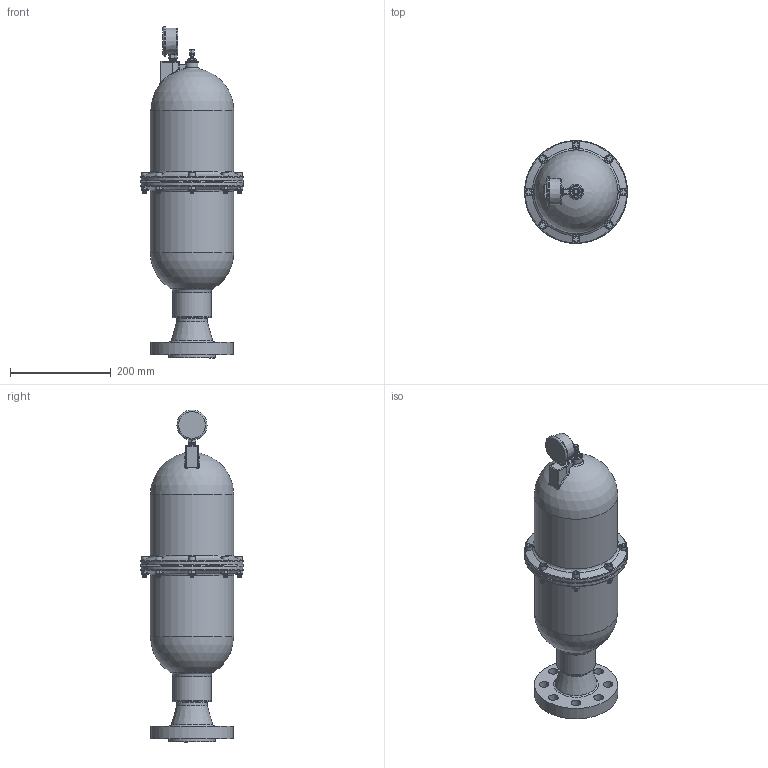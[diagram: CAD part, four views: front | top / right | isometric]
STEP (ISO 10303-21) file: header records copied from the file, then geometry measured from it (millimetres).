
FILE_DESCRIPTION((''),'2;1');
FILE_NAME('APHIII-ALLOY-WN_R0.ipt.stp','2017-07-10T09:52:54',(''),(''),'Autodesk Inventor 2009','Autodesk Inventor 2009','');
FILE_SCHEMA(('AUTOMOTIVE_DESIGN { 1 0 10303 214 1 1 1 1 }'));
Length unit declared in the file: inch
Products named in the file (1): APHIII-ALLOY-WN_R0
Bounding box: 204.22 x 204.22 x 658.92 mm (x, y, z)
Volume: 2736998.1 mm3; surface area: 606231 mm2
Topology: 11 solids, 11 shells, 1045 faces, 2756 edges, 1755 vertices
Faces by surface type: plane 388, bspline 379, cylinder 110, cone 110, torus 54, sphere 4
Full cylindrical faces by diameter (mm): 3.19 x1, 7.62 x1, 7.925 x1, 9.349 x1, 12.446 x8, 12.7 x16, 13.716 x3, 14.208 x2, 19.05 x8, 25.4 x1, 52.502 x1, 52.892 x1, 56.358 x1, 59.608 x1, 60.452 x1, 76.2 x1, 91.948 x1, 149.86 x2, 165.1 x1, 165.608 x2, 171.45 x1, 204.216 x2
Entity records: 49274 total; most frequent: CARTESIAN_POINT 26274, ORIENTED_EDGE 5002, DIRECTION 3738, EDGE_CURVE 2501, VERTEX_POINT 1687, AXIS2_PLACEMENT_3D 1358, EDGE_LOOP 1294, FACE_OUTER_BOUND 1045
